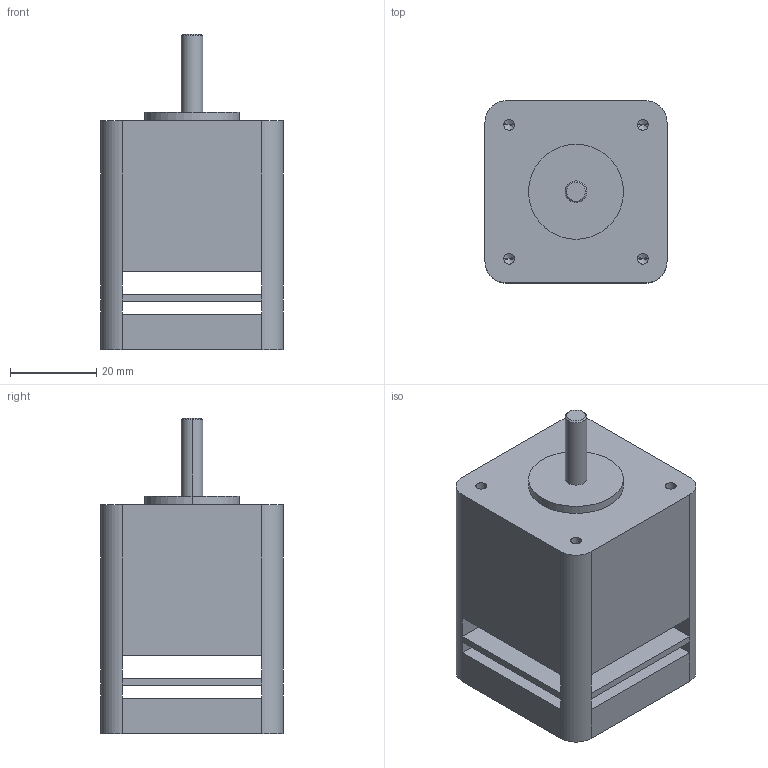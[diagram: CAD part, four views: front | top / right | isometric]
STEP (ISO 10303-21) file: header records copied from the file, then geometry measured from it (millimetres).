
FILE_DESCRIPTION (( 'STEP AP214' ), '1' );
FILE_NAME ('28214~0.STEP', '2018-03-13T08:41:20', ( '' ), ( '' ), 'SwSTEP 2.0', 'SolidWorks 2016', '' );
FILE_SCHEMA (( 'AUTOMOTIVE_DESIGN' ));
Length unit declared in the file: millimetre
Products named in the file (1): 28214~0
Bounding box: 42.2 x 42.2 x 73 mm (x, y, z)
Volume: 80325.7 mm3; surface area: 18543.6 mm2
Topology: 1 solids, 1 shells, 62 faces, 168 edges, 94 vertices
Faces by surface type: plane 36, cylinder 16, cone 10
Entity records: 2310 total; most frequent: DIRECTION 320, ORIENTED_EDGE 320, CARTESIAN_POINT 317, EDGE_CURVE 160, LINE 126, VECTOR 126, AXIS2_PLACEMENT_3D 97, VERTEX_POINT 94
